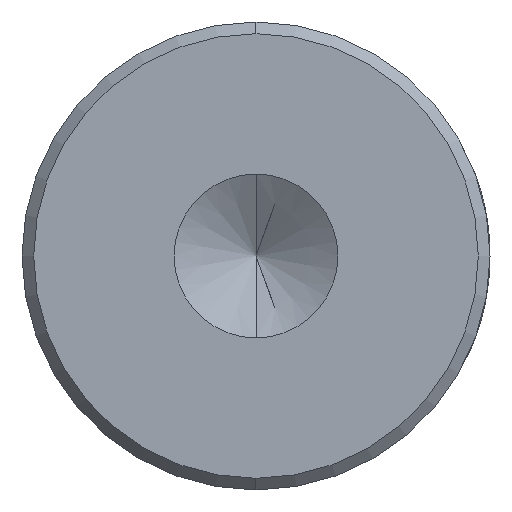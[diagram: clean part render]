
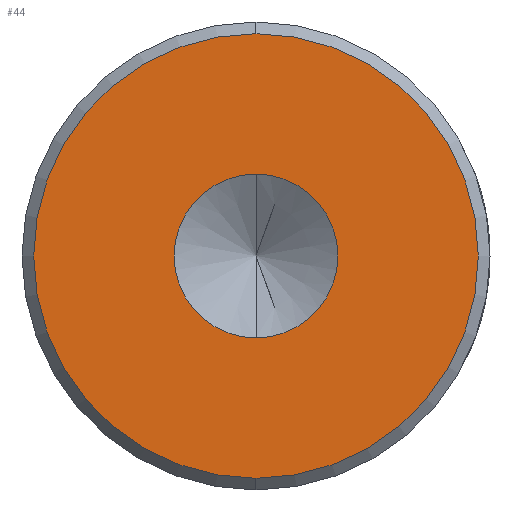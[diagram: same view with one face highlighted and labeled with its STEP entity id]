
A CAD part, left-side view. The second image highlights one B-rep face of the part: STEP entity #44.
In plain terms, the highlighted planar face has unit normal (-1, 0, 0).
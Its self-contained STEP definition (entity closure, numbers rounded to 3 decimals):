
#44 = ADVANCED_FACE ( 'NONE', ( #1129, #858 ), #982, .T. ) ;
#63 = CARTESIAN_POINT ( 'NONE',  ( 0., 0., 3.5 ) ) ;
#80 = EDGE_LOOP ( 'NONE', ( #952, #103 ) ) ;
#103 = ORIENTED_EDGE ( 'NONE', *, *, #478, .T. ) ;
#136 = VERTEX_POINT ( 'NONE', #63 ) ;
#199 = CARTESIAN_POINT ( 'NONE',  ( 0., 0., 0. ) ) ;
#300 = DIRECTION ( 'NONE',  ( 0., 0., 1. ) ) ;
#313 = AXIS2_PLACEMENT_3D ( 'NONE', #1214, #594, #1308 ) ;
#323 = AXIS2_PLACEMENT_3D ( 'NONE', #788, #577, #580 ) ;
#421 = CIRCLE ( 'NONE', #313, 9.501 ) ;
#478 = EDGE_CURVE ( 'NONE', #644, #1069, #1236, .T. ) ;
#489 = DIRECTION ( 'NONE',  ( -1., 0., 0. ) ) ;
#577 = DIRECTION ( 'NONE',  ( -1., 0., 0. ) ) ;
#580 = DIRECTION ( 'NONE',  ( 0., 0., 1. ) ) ;
#588 = CARTESIAN_POINT ( 'NONE',  ( 0., 0., 0. ) ) ;
#594 = DIRECTION ( 'NONE',  ( -1., 0., 0. ) ) ;
#644 = VERTEX_POINT ( 'NONE', #1256 ) ;
#645 = AXIS2_PLACEMENT_3D ( 'NONE', #588, #1301, #694 ) ;
#655 = CIRCLE ( 'NONE', #993, 3.5 ) ;
#694 = DIRECTION ( 'NONE',  ( 0., 0., 1. ) ) ;
#788 = CARTESIAN_POINT ( 'NONE',  ( 0., 0., 0. ) ) ;
#858 = FACE_BOUND ( 'NONE', #1300, .T. ) ;
#892 = ORIENTED_EDGE ( 'NONE', *, *, #957, .F. ) ;
#905 = VERTEX_POINT ( 'NONE', #1280 ) ;
#906 = DIRECTION ( 'NONE',  ( -1., 0., 0. ) ) ;
#952 = ORIENTED_EDGE ( 'NONE', *, *, #1026, .T. ) ;
#957 = EDGE_CURVE ( 'NONE', #136, #905, #1259, .T. ) ;
#973 = AXIS2_PLACEMENT_3D ( 'NONE', #1094, #489, #1200 ) ;
#982 = PLANE ( 'NONE',  #323 ) ;
#993 = AXIS2_PLACEMENT_3D ( 'NONE', #199, #906, #300 ) ;
#1018 = CARTESIAN_POINT ( 'NONE',  ( 0., 0., -9.501 ) ) ;
#1026 = EDGE_CURVE ( 'NONE', #1069, #644, #421, .T. ) ;
#1043 = EDGE_CURVE ( 'NONE', #905, #136, #655, .T. ) ;
#1069 = VERTEX_POINT ( 'NONE', #1018 ) ;
#1094 = CARTESIAN_POINT ( 'NONE',  ( 0., 0., 0. ) ) ;
#1129 = FACE_OUTER_BOUND ( 'NONE', #80, .T. ) ;
#1197 = ORIENTED_EDGE ( 'NONE', *, *, #1043, .F. ) ;
#1200 = DIRECTION ( 'NONE',  ( 0., 0., 1. ) ) ;
#1214 = CARTESIAN_POINT ( 'NONE',  ( 0., 0., 0. ) ) ;
#1236 = CIRCLE ( 'NONE', #973, 9.501 ) ;
#1256 = CARTESIAN_POINT ( 'NONE',  ( 0., 0., 9.501 ) ) ;
#1259 = CIRCLE ( 'NONE', #645, 3.5 ) ;
#1280 = CARTESIAN_POINT ( 'NONE',  ( 0., 0., -3.5 ) ) ;
#1300 = EDGE_LOOP ( 'NONE', ( #892, #1197 ) ) ;
#1301 = DIRECTION ( 'NONE',  ( -1., 0., 0. ) ) ;
#1308 = DIRECTION ( 'NONE',  ( 0., 0., 1. ) ) ;
